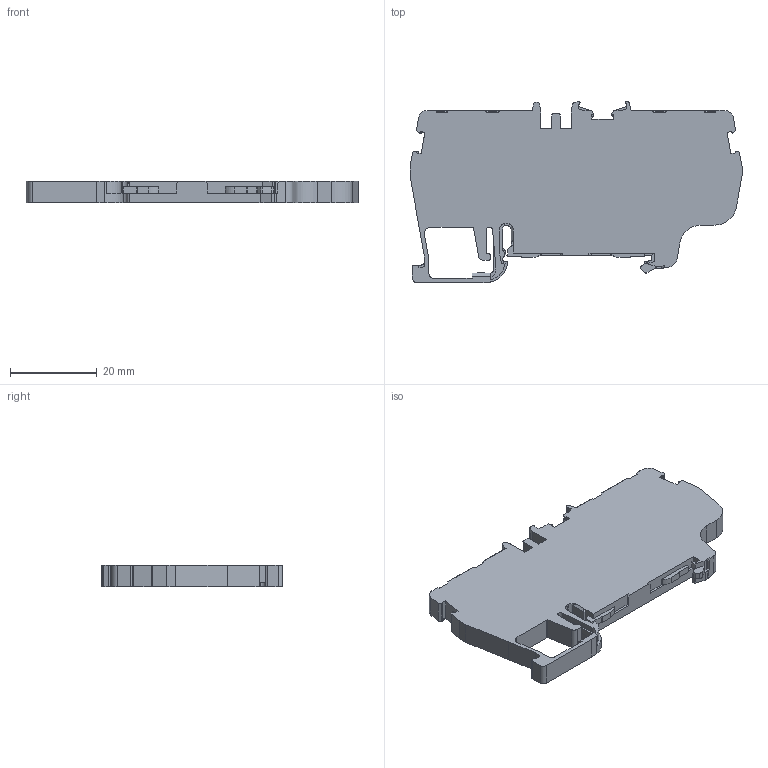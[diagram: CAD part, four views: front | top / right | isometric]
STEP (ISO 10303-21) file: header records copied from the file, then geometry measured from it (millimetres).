
FILE_DESCRIPTION (( 'STEP AP214' ), '1' );
FILE_NAME ('336540_PYK 2,5 CT.STP', '2015-08-07T09:34:23', ( '' ), ( '' ), 'SwSTEP 2.0', 'SolidWorks 2015', '' );
FILE_SCHEMA (( 'AUTOMOTIVE_DESIGN' ));
Length unit declared in the file: millimetre
Products named in the file (1): 336540_PYK 2,5 CT
Bounding box: 76.4 x 41.69 x 5 mm (x, y, z)
Volume: 11404.3 mm3; surface area: 6458.7 mm2
Topology: 1 solids, 1 shells, 353 faces, 1016 edges, 669 vertices
Faces by surface type: plane 235, cylinder 109, cone 9
Entity records: 15471 total; most frequent: CARTESIAN_POINT 2168, ORIENTED_EDGE 2032, DIRECTION 1916, EDGE_CURVE 1016, LINE 738, VECTOR 738, VERTEX_POINT 669, AXIS2_PLACEMENT_3D 589
